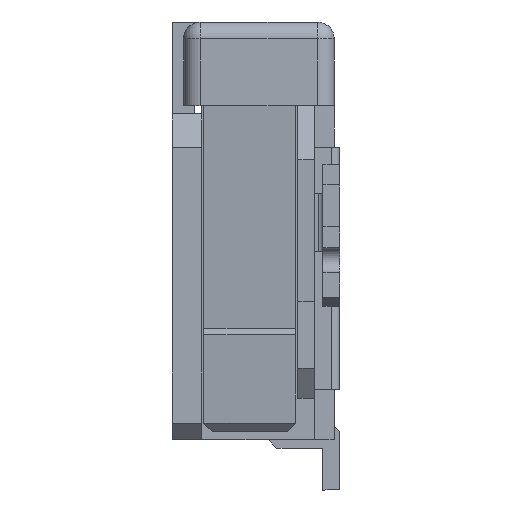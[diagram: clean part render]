
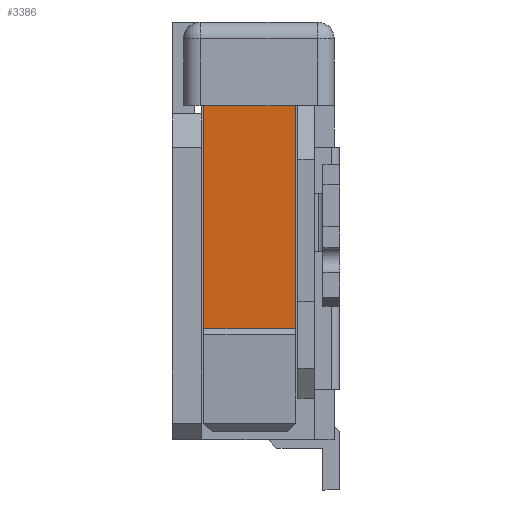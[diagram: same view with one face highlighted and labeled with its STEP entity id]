
A CAD part, left-side view. The second image highlights one B-rep face of the part: STEP entity #3386.
In plain terms, the highlighted planar face has unit normal (-0.997, 0, -0.079).
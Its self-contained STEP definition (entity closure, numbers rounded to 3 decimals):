
#20 = EDGE_CURVE ( 'NONE', #4326, #5015, #920, .T. ) ;
#196 = LINE ( 'NONE', #3975, #2126 ) ;
#535 = CARTESIAN_POINT ( 'NONE',  ( -12.062, 0.525, -0.869 ) ) ;
#733 = AXIS2_PLACEMENT_3D ( 'NONE', #4195, #1540, #2399 ) ;
#860 = EDGE_CURVE ( 'NONE', #3593, #5015, #196, .T. ) ;
#867 = EDGE_CURVE ( 'NONE', #2870, #3593, #5394, .T. ) ;
#868 = ORIENTED_EDGE ( 'NONE', *, *, #1306, .T. ) ;
#920 = LINE ( 'NONE', #3698, #4323 ) ;
#1039 = VECTOR ( 'NONE', #4485, 1000. ) ;
#1046 = DIRECTION ( 'NONE',  ( -0.079, 0., 0.997 ) ) ;
#1095 = PLANE ( 'NONE',  #733 ) ;
#1306 = EDGE_CURVE ( 'NONE', #2870, #4326, #2342, .T. ) ;
#1507 = ORIENTED_EDGE ( 'NONE', *, *, #20, .T. ) ;
#1540 = DIRECTION ( 'NONE',  ( 0.997, 0., 0.079 ) ) ;
#1580 = ORIENTED_EDGE ( 'NONE', *, *, #860, .F. ) ;
#2126 = VECTOR ( 'NONE', #1046, 1000. ) ;
#2330 = CARTESIAN_POINT ( 'NONE',  ( -12.062, 0.525, -0.869 ) ) ;
#2342 = LINE ( 'NONE', #5245, #1039 ) ;
#2399 = DIRECTION ( 'NONE',  ( -0.079, 0., 0.997 ) ) ;
#2780 = DIRECTION ( 'NONE',  ( 0., 1., 0. ) ) ;
#2848 = VECTOR ( 'NONE', #2780, 1000. ) ;
#2870 = VERTEX_POINT ( 'NONE', #535 ) ;
#3090 = DIRECTION ( 'NONE',  ( 0., 1., 0. ) ) ;
#3197 = ORIENTED_EDGE ( 'NONE', *, *, #867, .F. ) ;
#3208 = EDGE_LOOP ( 'NONE', ( #1580, #3197, #868, #1507 ) ) ;
#3386 = ADVANCED_FACE ( 'NONE', ( #3703 ), #1095, .F. ) ;
#3576 = CARTESIAN_POINT ( 'NONE',  ( -12.062, 1.625, -0.869 ) ) ;
#3593 = VERTEX_POINT ( 'NONE', #3576 ) ;
#3698 = CARTESIAN_POINT ( 'NONE',  ( -12.273, 0.525, 1.8 ) ) ;
#3703 = FACE_OUTER_BOUND ( 'NONE', #3208, .T. ) ;
#3975 = CARTESIAN_POINT ( 'NONE',  ( -12.273, 1.625, 1.8 ) ) ;
#4195 = CARTESIAN_POINT ( 'NONE',  ( -12.273, 0.525, 1.8 ) ) ;
#4241 = CARTESIAN_POINT ( 'NONE',  ( -12.273, 0.525, 1.8 ) ) ;
#4323 = VECTOR ( 'NONE', #3090, 1000. ) ;
#4326 = VERTEX_POINT ( 'NONE', #4241 ) ;
#4485 = DIRECTION ( 'NONE',  ( -0.079, 0., 0.997 ) ) ;
#4847 = CARTESIAN_POINT ( 'NONE',  ( -12.273, 1.625, 1.8 ) ) ;
#5015 = VERTEX_POINT ( 'NONE', #4847 ) ;
#5245 = CARTESIAN_POINT ( 'NONE',  ( -12.273, 0.525, 1.8 ) ) ;
#5394 = LINE ( 'NONE', #2330, #2848 ) ;
